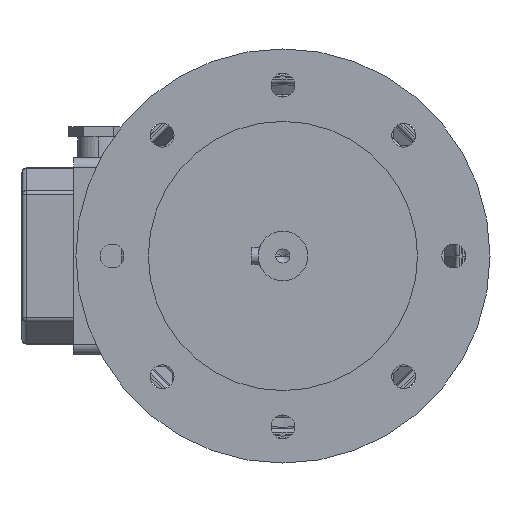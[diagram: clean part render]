
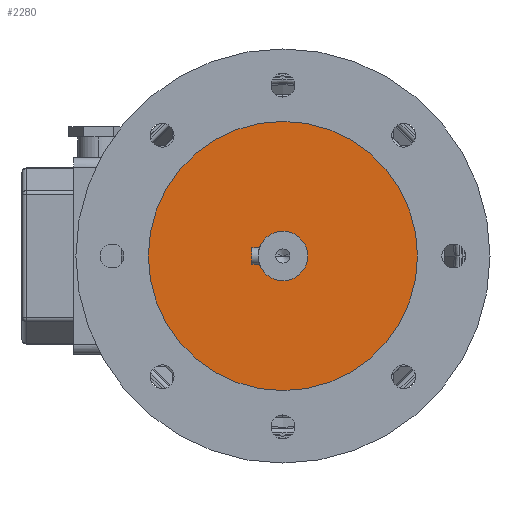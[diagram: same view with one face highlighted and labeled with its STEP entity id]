
A CAD part, left-side view. The second image highlights one B-rep face of the part: STEP entity #2280.
In plain terms, the highlighted face is planar.
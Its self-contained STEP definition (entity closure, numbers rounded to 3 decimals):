
#2055 = EDGE_CURVE ( 'NONE', #2056, #2057, #8445, .T. ) ;
#2056 = VERTEX_POINT ( 'NONE', #8435 ) ;
#2057 = VERTEX_POINT ( 'NONE', #8434 ) ;
#2114 = VERTEX_POINT ( 'NONE', #8547 ) ;
#2116 = EDGE_CURVE ( 'NONE', #2117, #2114, #8609, .T. ) ;
#2117 = VERTEX_POINT ( 'NONE', #8604 ) ;
#2279 = EDGE_CURVE ( 'NONE', #2114, #2117, #8882, .T. ) ;
#2280 = ADVANCED_FACE ( 'NONE', ( #8877, #8876 ), #8883, .F. ) ;
#2281 = EDGE_LOOP ( 'NONE', ( #2282, #2283 ) ) ;
#2282 = ORIENTED_EDGE ( 'NONE', *, *, #2055, .F. ) ;
#2283 = ORIENTED_EDGE ( 'NONE', *, *, #2284, .F. ) ;
#2284 = EDGE_CURVE ( 'NONE', #2057, #2056, #8940, .T. ) ;
#2285 = EDGE_LOOP ( 'NONE', ( #2286, #2287 ) ) ;
#2286 = ORIENTED_EDGE ( 'NONE', *, *, #2116, .T. ) ;
#2287 = ORIENTED_EDGE ( 'NONE', *, *, #2279, .T. ) ;
#8434 = CARTESIAN_POINT ( 'NONE',  ( 0., 23., -12. ) ) ;
#8435 = CARTESIAN_POINT ( 'NONE',  ( 0., 23., 12. ) ) ;
#8436 = DIRECTION ( 'NONE',  ( 0., 0., 1. ) ) ;
#8437 = DIRECTION ( 'NONE',  ( 0., 1., 0. ) ) ;
#8438 = CARTESIAN_POINT ( 'NONE',  ( 0., 23., 0. ) ) ;
#8439 = AXIS2_PLACEMENT_3D ( 'NONE', #8438, #8437, #8436 ) ;
#8445 = CIRCLE ( 'NONE', #8439, 12. ) ;
#8547 = CARTESIAN_POINT ( 'NONE',  ( 0., 23., -65. ) ) ;
#8604 = CARTESIAN_POINT ( 'NONE',  ( 0., 23., 65. ) ) ;
#8605 = DIRECTION ( 'NONE',  ( 0., 0., 1. ) ) ;
#8606 = DIRECTION ( 'NONE',  ( 0., 1., 0. ) ) ;
#8607 = CARTESIAN_POINT ( 'NONE',  ( 0., 23., 0. ) ) ;
#8608 = AXIS2_PLACEMENT_3D ( 'NONE', #8607, #8606, #8605 ) ;
#8609 = CIRCLE ( 'NONE', #8608, 65. ) ;
#8876 = FACE_OUTER_BOUND ( 'NONE', #2285, .T. ) ;
#8877 = FACE_BOUND ( 'NONE', #2281, .T. ) ;
#8878 = DIRECTION ( 'NONE',  ( 0., 0., 1. ) ) ;
#8879 = DIRECTION ( 'NONE',  ( 0., 1., 0. ) ) ;
#8880 = CARTESIAN_POINT ( 'NONE',  ( 0., 23., 0. ) ) ;
#8881 = AXIS2_PLACEMENT_3D ( 'NONE', #8880, #8879, #8878 ) ;
#8882 = CIRCLE ( 'NONE', #8881, 65. ) ;
#8883 = PLANE ( 'NONE',  #8942 ) ;
#8934 = DIRECTION ( 'NONE',  ( 0., 0., 1. ) ) ;
#8935 = DIRECTION ( 'NONE',  ( 0., 1., 0. ) ) ;
#8936 = CARTESIAN_POINT ( 'NONE',  ( 0., 23., 0. ) ) ;
#8937 = AXIS2_PLACEMENT_3D ( 'NONE', #8936, #8935, #8934 ) ;
#8938 = DIRECTION ( 'NONE',  ( 0., 0., -1. ) ) ;
#8939 = DIRECTION ( 'NONE',  ( 0., -1., 0. ) ) ;
#8940 = CIRCLE ( 'NONE', #8937, 12. ) ;
#8941 = CARTESIAN_POINT ( 'NONE',  ( 0., 23., -12. ) ) ;
#8942 = AXIS2_PLACEMENT_3D ( 'NONE', #8941, #8939, #8938 ) ;
